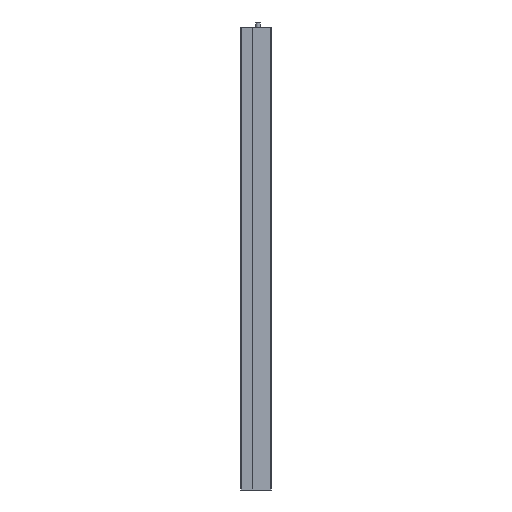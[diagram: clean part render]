
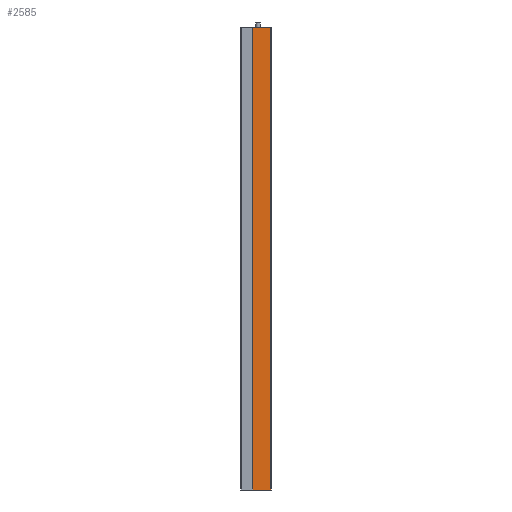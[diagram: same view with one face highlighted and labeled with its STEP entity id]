
A CAD part, left-side view. The second image highlights one B-rep face of the part: STEP entity #2585.
In plain terms, the highlighted planar face has unit normal (-1, 0, 0).
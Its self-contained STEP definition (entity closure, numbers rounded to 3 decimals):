
#631 = AXIS2_PLACEMENT_3D ( 'NONE', #24849, #33071, #1868 ) ;
#1090 = DIRECTION ( 'NONE',  ( 0., -1., 0. ) ) ;
#1868 = DIRECTION ( 'NONE',  ( 0., 1., 0. ) ) ;
#2067 = LINE ( 'NONE', #24861, #31535 ) ;
#2515 = EDGE_LOOP ( 'NONE', ( #27462, #19650, #5808, #11729 ) ) ;
#2585 = ADVANCED_FACE ( 'NONE', ( #29900 ), #35694, .F. ) ;
#3870 = CARTESIAN_POINT ( 'NONE',  ( -5.75, 27.938, -354.5 ) ) ;
#5308 = VERTEX_POINT ( 'NONE', #29145 ) ;
#5808 = ORIENTED_EDGE ( 'NONE', *, *, #22128, .F. ) ;
#6390 = CARTESIAN_POINT ( 'NONE',  ( -5.75, 0., 354.5 ) ) ;
#7196 = VERTEX_POINT ( 'NONE', #20595 ) ;
#7891 = VECTOR ( 'NONE', #1090, 1000. ) ;
#10662 = DIRECTION ( 'NONE',  ( 0., 0., 1. ) ) ;
#11729 = ORIENTED_EDGE ( 'NONE', *, *, #17499, .T. ) ;
#15311 = LINE ( 'NONE', #17225, #7891 ) ;
#17225 = CARTESIAN_POINT ( 'NONE',  ( -5.75, 0., -354.5 ) ) ;
#17499 = EDGE_CURVE ( 'NONE', #7196, #23556, #21921, .T. ) ;
#19131 = CARTESIAN_POINT ( 'NONE',  ( -5.75, 27.938, 354.5 ) ) ;
#19650 = ORIENTED_EDGE ( 'NONE', *, *, #35123, .T. ) ;
#20595 = CARTESIAN_POINT ( 'NONE',  ( -5.75, 27.938, 354.5 ) ) ;
#21862 = VERTEX_POINT ( 'NONE', #28558 ) ;
#21921 = LINE ( 'NONE', #19131, #22312 ) ;
#22128 = EDGE_CURVE ( 'NONE', #7196, #5308, #23958, .T. ) ;
#22312 = VECTOR ( 'NONE', #30511, 1000. ) ;
#22876 = VECTOR ( 'NONE', #23600, 1000. ) ;
#23556 = VERTEX_POINT ( 'NONE', #3870 ) ;
#23600 = DIRECTION ( 'NONE',  ( 0., -1., 0. ) ) ;
#23958 = LINE ( 'NONE', #6390, #22876 ) ;
#24849 = CARTESIAN_POINT ( 'NONE',  ( -5.75, 0., 354.5 ) ) ;
#24861 = CARTESIAN_POINT ( 'NONE',  ( -5.75, 0.3, 354.5 ) ) ;
#26124 = EDGE_CURVE ( 'NONE', #23556, #21862, #15311, .T. ) ;
#27462 = ORIENTED_EDGE ( 'NONE', *, *, #26124, .T. ) ;
#28558 = CARTESIAN_POINT ( 'NONE',  ( -5.75, 0.3, -354.5 ) ) ;
#29145 = CARTESIAN_POINT ( 'NONE',  ( -5.75, 0.3, 354.5 ) ) ;
#29900 = FACE_OUTER_BOUND ( 'NONE', #2515, .T. ) ;
#30511 = DIRECTION ( 'NONE',  ( 0., 0., -1. ) ) ;
#31535 = VECTOR ( 'NONE', #10662, 1000. ) ;
#33071 = DIRECTION ( 'NONE',  ( 1., 0., 0. ) ) ;
#35123 = EDGE_CURVE ( 'NONE', #21862, #5308, #2067, .T. ) ;
#35694 = PLANE ( 'NONE',  #631 ) ;
